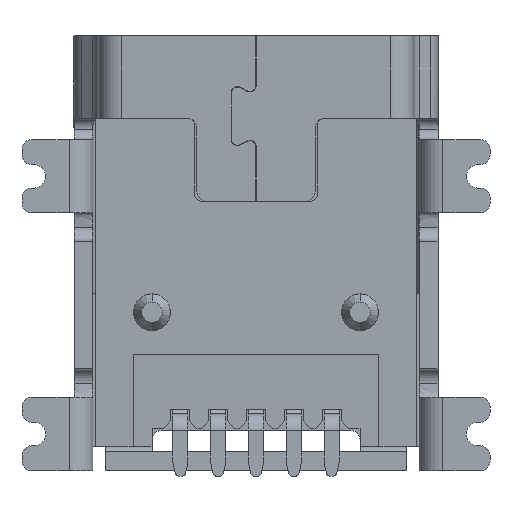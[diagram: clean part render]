
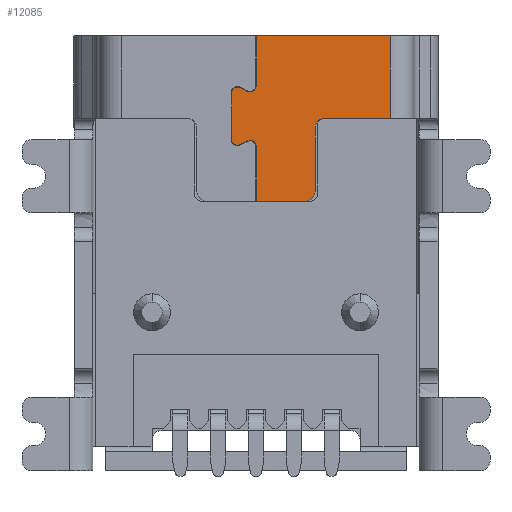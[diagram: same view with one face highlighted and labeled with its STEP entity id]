
A CAD part, front view. The second image highlights one B-rep face of the part: STEP entity #12085.
In plain terms, the highlighted planar face has unit normal (0, -1, 0).
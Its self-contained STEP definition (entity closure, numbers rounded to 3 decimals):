
#32 = CARTESIAN_POINT ( 'NONE',  ( 2.835, 0.05, -3.35 ) ) ;
#160 = ORIENTED_EDGE ( 'NONE', *, *, #11707, .T. ) ;
#678 = CARTESIAN_POINT ( 'NONE',  ( 0.005, 0.05, 5.85 ) ) ;
#925 = CARTESIAN_POINT ( 'NONE',  ( -0.39, 0.05, 3.66 ) ) ;
#1103 = ORIENTED_EDGE ( 'NONE', *, *, #10299, .F. ) ;
#1394 = ORIENTED_EDGE ( 'NONE', *, *, #13008, .F. ) ;
#1453 = ORIENTED_EDGE ( 'NONE', *, *, #20172, .F. ) ;
#2539 = DIRECTION ( 'NONE',  ( -1., 0., 0. ) ) ;
#2600 = AXIS2_PLACEMENT_3D ( 'NONE', #16989, #18749, #8214 ) ;
#2972 = CARTESIAN_POINT ( 'NONE',  ( -0.39, 0.05, 4.64 ) ) ;
#3344 = ORIENTED_EDGE ( 'NONE', *, *, #3973, .T. ) ;
#3967 = ORIENTED_EDGE ( 'NONE', *, *, #13794, .T. ) ;
#3973 = EDGE_CURVE ( 'NONE', #8870, #21588, #22548, .T. ) ;
#4004 = DIRECTION ( 'NONE',  ( 0., 0., -1. ) ) ;
#4080 = CARTESIAN_POINT ( 'NONE',  ( 0.005, 0.05, 4.799 ) ) ;
#4171 = VECTOR ( 'NONE', #18427, 1000. ) ;
#4332 = FACE_OUTER_BOUND ( 'NONE', #19981, .T. ) ;
#4479 = AXIS2_PLACEMENT_3D ( 'NONE', #925, #16758, #2539 ) ;
#4730 = VERTEX_POINT ( 'NONE', #22294 ) ;
#4869 = ORIENTED_EDGE ( 'NONE', *, *, #12548, .F. ) ;
#4901 = CARTESIAN_POINT ( 'NONE',  ( -0.13, 0.05, 4.799 ) ) ;
#5834 = CARTESIAN_POINT ( 'NONE',  ( -0.191, 0.05, 3.621 ) ) ;
#5993 = DIRECTION ( 'NONE',  ( 0., -1., 0. ) ) ;
#6004 = CARTESIAN_POINT ( 'NONE',  ( 0.005, 0.05, 3.501 ) ) ;
#6114 = LINE ( 'NONE', #678, #14962 ) ;
#6158 = EDGE_CURVE ( 'NONE', #6785, #4730, #11413, .T. ) ;
#6420 = CARTESIAN_POINT ( 'NONE',  ( 2.835, 0.05, -3.35 ) ) ;
#6475 = DIRECTION ( 'NONE',  ( 0., 1., 0. ) ) ;
#6594 = DIRECTION ( 'NONE',  ( 1., 0., 0. ) ) ;
#6657 = VERTEX_POINT ( 'NONE', #12773 ) ;
#6723 = VECTOR ( 'NONE', #4004, 1000. ) ;
#6747 = DIRECTION ( 'NONE',  ( 0., -1., 0. ) ) ;
#6757 = ORIENTED_EDGE ( 'NONE', *, *, #15595, .T. ) ;
#6785 = VERTEX_POINT ( 'NONE', #16837 ) ;
#6888 = AXIS2_PLACEMENT_3D ( 'NONE', #6420, #18512, #15150 ) ;
#7555 = CARTESIAN_POINT ( 'NONE',  ( -0.333, 0.05, 3.549 ) ) ;
#7579 = LINE ( 'NONE', #5834, #16681 ) ;
#7635 = ORIENTED_EDGE ( 'NONE', *, *, #9647, .F. ) ;
#7679 = VECTOR ( 'NONE', #10463, 1000. ) ;
#7868 = CARTESIAN_POINT ( 'NONE',  ( 0.005, 0.05, 2.35 ) ) ;
#8065 = PLANE ( 'NONE',  #6888 ) ;
#8097 = CARTESIAN_POINT ( 'NONE',  ( -0.191, 0.05, 4.679 ) ) ;
#8214 = DIRECTION ( 'NONE',  ( -1., 0., 0. ) ) ;
#8772 = LINE ( 'NONE', #19231, #17887 ) ;
#8870 = VERTEX_POINT ( 'NONE', #20605 ) ;
#9231 = VERTEX_POINT ( 'NONE', #16317 ) ;
#9287 = VECTOR ( 'NONE', #19859, 1000. ) ;
#9607 = CARTESIAN_POINT ( 'NONE',  ( 0.005, 0.05, 5.85 ) ) ;
#9647 = EDGE_CURVE ( 'NONE', #14209, #9231, #12678, .T. ) ;
#9689 = CARTESIAN_POINT ( 'NONE',  ( -0.515, 0.05, 3.66 ) ) ;
#9710 = VECTOR ( 'NONE', #14642, 1000. ) ;
#9724 = VERTEX_POINT ( 'NONE', #4080 ) ;
#9947 = EDGE_CURVE ( 'NONE', #17926, #9724, #13066, .T. ) ;
#10110 = CARTESIAN_POINT ( 'NONE',  ( 1.45, 0.05, 3.9 ) ) ;
#10299 = EDGE_CURVE ( 'NONE', #19994, #18432, #19381, .T. ) ;
#10451 = DIRECTION ( 'NONE',  ( -1., 0., 0. ) ) ;
#10463 = DIRECTION ( 'NONE',  ( 0., 0., 1. ) ) ;
#10485 = VERTEX_POINT ( 'NONE', #18590 ) ;
#10946 = LINE ( 'NONE', #13860, #18954 ) ;
#11026 = CARTESIAN_POINT ( 'NONE',  ( 2.835, 0.05, 4.1 ) ) ;
#11035 = ORIENTED_EDGE ( 'NONE', *, *, #18020, .F. ) ;
#11162 = DIRECTION ( 'NONE',  ( -0.891, 0., -0.454 ) ) ;
#11403 = DIRECTION ( 'NONE',  ( 0., 0., 1. ) ) ;
#11407 = CARTESIAN_POINT ( 'NONE',  ( 1.05, 0.05, 2.35 ) ) ;
#11413 = LINE ( 'NONE', #14731, #6723 ) ;
#11653 = DIRECTION ( 'NONE',  ( -1., 0., 0. ) ) ;
#11707 = EDGE_CURVE ( 'NONE', #20898, #8870, #19828, .T. ) ;
#11736 = EDGE_CURVE ( 'NONE', #22686, #14209, #8772, .T. ) ;
#12085 = ADVANCED_FACE ( 'NONE', ( #4332 ), #8065, .F. ) ;
#12302 = ORIENTED_EDGE ( 'NONE', *, *, #15630, .T. ) ;
#12548 = EDGE_CURVE ( 'NONE', #9724, #21588, #6114, .T. ) ;
#12678 = CIRCLE ( 'NONE', #18054, 0.135 ) ;
#12773 = CARTESIAN_POINT ( 'NONE',  ( -0.333, 0.05, 4.751 ) ) ;
#13008 = EDGE_CURVE ( 'NONE', #6657, #17926, #17451, .T. ) ;
#13066 = CIRCLE ( 'NONE', #14700, 0.135 ) ;
#13433 = DIRECTION ( 'NONE',  ( 1., 0., 0. ) ) ;
#13607 = LINE ( 'NONE', #20831, #17462 ) ;
#13794 = EDGE_CURVE ( 'NONE', #20549, #4730, #15045, .T. ) ;
#13860 = CARTESIAN_POINT ( 'NONE',  ( 1.25, 0.05, 2.35 ) ) ;
#14173 = ORIENTED_EDGE ( 'NONE', *, *, #9947, .F. ) ;
#14209 = VERTEX_POINT ( 'NONE', #6004 ) ;
#14391 = CARTESIAN_POINT ( 'NONE',  ( 2.835, 0.05, 5.85 ) ) ;
#14642 = DIRECTION ( 'NONE',  ( 0.891, 0., -0.454 ) ) ;
#14700 = AXIS2_PLACEMENT_3D ( 'NONE', #4901, #6747, #6594 ) ;
#14731 = CARTESIAN_POINT ( 'NONE',  ( 1.25, 0.05, 3.65 ) ) ;
#14962 = VECTOR ( 'NONE', #11403, 1000. ) ;
#15045 = CIRCLE ( 'NONE', #2600, 0.2 ) ;
#15150 = DIRECTION ( 'NONE',  ( -1., 0., 0. ) ) ;
#15595 = EDGE_CURVE ( 'NONE', #10485, #20898, #19054, .T. ) ;
#15630 = EDGE_CURVE ( 'NONE', #6785, #10485, #19349, .T. ) ;
#16101 = CARTESIAN_POINT ( 'NONE',  ( -0.191, 0.05, 4.679 ) ) ;
#16317 = CARTESIAN_POINT ( 'NONE',  ( -0.191, 0.05, 3.621 ) ) ;
#16681 = VECTOR ( 'NONE', #11162, 1000. ) ;
#16758 = DIRECTION ( 'NONE',  ( 0., 1., 0. ) ) ;
#16837 = CARTESIAN_POINT ( 'NONE',  ( 1.25, 0.05, 3.9 ) ) ;
#16989 = CARTESIAN_POINT ( 'NONE',  ( 1.05, 0.05, 2.55 ) ) ;
#17451 = LINE ( 'NONE', #16101, #9710 ) ;
#17462 = VECTOR ( 'NONE', #22452, 1000. ) ;
#17596 = AXIS2_PLACEMENT_3D ( 'NONE', #10110, #6475, #11653 ) ;
#17887 = VECTOR ( 'NONE', #19459, 1000. ) ;
#17926 = VERTEX_POINT ( 'NONE', #8097 ) ;
#18020 = EDGE_CURVE ( 'NONE', #22246, #6657, #21497, .T. ) ;
#18054 = AXIS2_PLACEMENT_3D ( 'NONE', #18190, #5993, #21787 ) ;
#18190 = CARTESIAN_POINT ( 'NONE',  ( -0.13, 0.05, 3.501 ) ) ;
#18427 = DIRECTION ( 'NONE',  ( 1., 0., 0. ) ) ;
#18432 = VERTEX_POINT ( 'NONE', #9689 ) ;
#18512 = DIRECTION ( 'NONE',  ( 0., 1., 0. ) ) ;
#18590 = CARTESIAN_POINT ( 'NONE',  ( 1.45, 0.05, 4.1 ) ) ;
#18749 = DIRECTION ( 'NONE',  ( 0., -1., 0. ) ) ;
#18752 = EDGE_CURVE ( 'NONE', #20549, #22686, #10946, .T. ) ;
#18954 = VECTOR ( 'NONE', #10451, 1000. ) ;
#19054 = LINE ( 'NONE', #20300, #4171 ) ;
#19231 = CARTESIAN_POINT ( 'NONE',  ( 0.005, 0.05, 3.501 ) ) ;
#19349 = CIRCLE ( 'NONE', #17596, 0.2 ) ;
#19381 = CIRCLE ( 'NONE', #4479, 0.125 ) ;
#19459 = DIRECTION ( 'NONE',  ( 0., 0., 1. ) ) ;
#19828 = LINE ( 'NONE', #32, #7679 ) ;
#19859 = DIRECTION ( 'NONE',  ( -1., 0., 0. ) ) ;
#19981 = EDGE_LOOP ( 'NONE', ( #7635, #22623, #21766, #3967, #22086, #12302, #6757, #160, #3344, #4869, #14173, #1394, #11035, #22813, #1103, #1453 ) ) ;
#19994 = VERTEX_POINT ( 'NONE', #7555 ) ;
#20172 = EDGE_CURVE ( 'NONE', #9231, #19994, #7579, .T. ) ;
#20300 = CARTESIAN_POINT ( 'NONE',  ( 1.25, 0.05, 4.1 ) ) ;
#20549 = VERTEX_POINT ( 'NONE', #11407 ) ;
#20605 = CARTESIAN_POINT ( 'NONE',  ( 2.835, 0.05, 5.85 ) ) ;
#20831 = CARTESIAN_POINT ( 'NONE',  ( -0.515, 0.05, 4.64 ) ) ;
#20898 = VERTEX_POINT ( 'NONE', #11026 ) ;
#20938 = CARTESIAN_POINT ( 'NONE',  ( -0.515, 0.05, 4.64 ) ) ;
#21248 = EDGE_CURVE ( 'NONE', #18432, #22246, #13607, .T. ) ;
#21380 = AXIS2_PLACEMENT_3D ( 'NONE', #2972, #22234, #13433 ) ;
#21497 = CIRCLE ( 'NONE', #21380, 0.125 ) ;
#21588 = VERTEX_POINT ( 'NONE', #9607 ) ;
#21766 = ORIENTED_EDGE ( 'NONE', *, *, #18752, .F. ) ;
#21787 = DIRECTION ( 'NONE',  ( -1., 0., 0. ) ) ;
#22086 = ORIENTED_EDGE ( 'NONE', *, *, #6158, .F. ) ;
#22234 = DIRECTION ( 'NONE',  ( 0., 1., 0. ) ) ;
#22246 = VERTEX_POINT ( 'NONE', #20938 ) ;
#22294 = CARTESIAN_POINT ( 'NONE',  ( 1.25, 0.05, 2.55 ) ) ;
#22452 = DIRECTION ( 'NONE',  ( 0., 0., 1. ) ) ;
#22548 = LINE ( 'NONE', #14391, #9287 ) ;
#22623 = ORIENTED_EDGE ( 'NONE', *, *, #11736, .F. ) ;
#22686 = VERTEX_POINT ( 'NONE', #7868 ) ;
#22813 = ORIENTED_EDGE ( 'NONE', *, *, #21248, .F. ) ;
